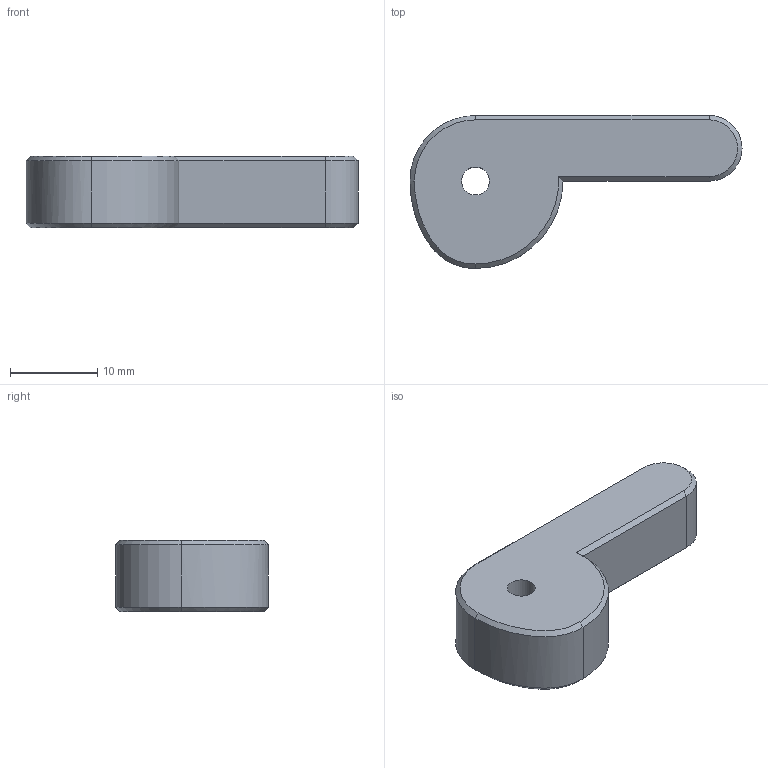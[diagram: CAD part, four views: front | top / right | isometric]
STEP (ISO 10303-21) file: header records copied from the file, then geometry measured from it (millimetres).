
FILE_DESCRIPTION(/* description */ (''),/* implementation_level */ '2;1');
FILE_NAME(/* name */ 'PTZ Belt Clip v2.step',/* time_stamp */ '2020-12-13T18:31:45+00:00',/* author */ (''),/* organization */ (''),/* preprocessor_version */ 'ST-DEVELOPER v18.1',/* originating_system */ 'Autodesk Translation Framework v9.7.0.1280',/* authorisation */ '');
FILE_SCHEMA (('AUTOMOTIVE_DESIGN { 1 0 10303 214 3 1 1 }'));
Length unit declared in the file: millimetre
Products named in the file (1): PTZ Belt Clip
Bounding box: 38 x 17.5 x 8.2 mm (x, y, z)
Volume: 3230.9 mm3; surface area: 1611.8 mm2
Topology: 1 solids, 1 shells, 21 faces, 45 edges, 26 vertices
Faces by surface type: plane 8, cone 6, cylinder 4, bspline 3
Full cylindrical faces by diameter (mm): 3.2 x1
Entity records: 675 total; most frequent: CARTESIAN_POINT 196, DIRECTION 91, ORIENTED_EDGE 90, EDGE_CURVE 45, AXIS2_PLACEMENT_3D 33, VERTEX_POINT 26, LINE 25, VECTOR 25
